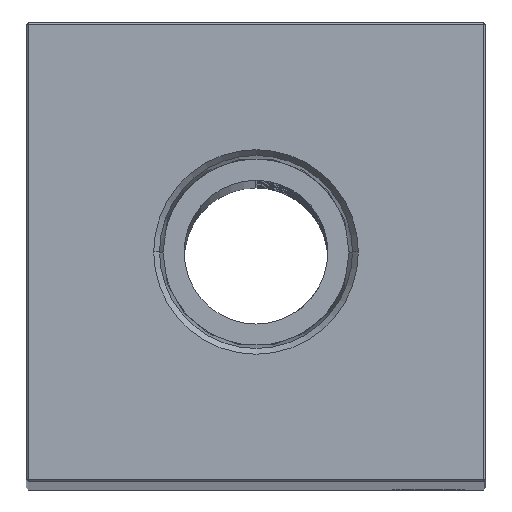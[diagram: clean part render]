
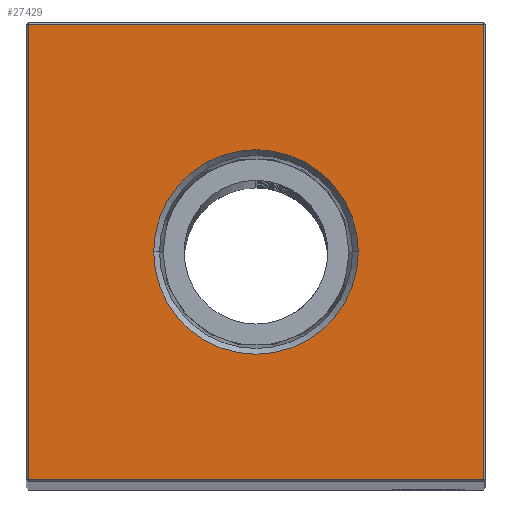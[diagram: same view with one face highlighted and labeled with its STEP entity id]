
A CAD part, top view. The second image highlights one B-rep face of the part: STEP entity #27429.
In plain terms, the highlighted planar face has unit normal (0, 0, 1).
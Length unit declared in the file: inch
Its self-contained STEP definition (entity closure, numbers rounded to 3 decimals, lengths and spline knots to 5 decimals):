
#1430 = VECTOR ( 'NONE', #22382, 39.37008 ) ;
#1682 = VERTEX_POINT ( 'NONE', #9485 ) ;
#3993 = CARTESIAN_POINT ( 'NONE',  ( 0., 0., 20.25 ) ) ;
#5045 = DIRECTION ( 'NONE',  ( 0., 0., 1. ) ) ;
#6122 = PLANE ( 'NONE',  #12112 ) ;
#6258 = EDGE_CURVE ( 'NONE', #33953, #23579, #33372, .T. ) ;
#7877 = CARTESIAN_POINT ( 'NONE',  ( 0., -0.99, 20.25 ) ) ;
#8934 = CARTESIAN_POINT ( 'NONE',  ( -0.99, -0.99, 20.25 ) ) ;
#9008 = EDGE_CURVE ( 'NONE', #16944, #1682, #9204, .T. ) ;
#9204 = CIRCLE ( 'NONE', #30021, 0.44487 ) ;
#9326 = CARTESIAN_POINT ( 'NONE',  ( 0., 0., 20.25 ) ) ;
#9485 = CARTESIAN_POINT ( 'NONE',  ( -0.44487, 0., 20.25 ) ) ;
#9972 = AXIS2_PLACEMENT_3D ( 'NONE', #30595, #5045, #16498 ) ;
#10217 = CARTESIAN_POINT ( 'NONE',  ( 0., 0.99, 20.25 ) ) ;
#10684 = DIRECTION ( 'NONE',  ( 0., 1., 0. ) ) ;
#10981 = CARTESIAN_POINT ( 'NONE',  ( -0.99, 0., 20.25 ) ) ;
#11450 = CARTESIAN_POINT ( 'NONE',  ( 0.99, 0.99, 20.25 ) ) ;
#12010 = CARTESIAN_POINT ( 'NONE',  ( 0.99, -0.99, 20.25 ) ) ;
#12112 = AXIS2_PLACEMENT_3D ( 'NONE', #9326, #20700, #32011 ) ;
#13116 = ORIENTED_EDGE ( 'NONE', *, *, #25144, .T. ) ;
#13588 = ORIENTED_EDGE ( 'NONE', *, *, #6258, .T. ) ;
#15458 = DIRECTION ( 'NONE',  ( 0., 0., 1. ) ) ;
#16498 = DIRECTION ( 'NONE',  ( 1., 0., 0. ) ) ;
#16944 = VERTEX_POINT ( 'NONE', #28673 ) ;
#19271 = DIRECTION ( 'NONE',  ( 1., 0., 0. ) ) ;
#19554 = ORIENTED_EDGE ( 'NONE', *, *, #9008, .F. ) ;
#20074 = ORIENTED_EDGE ( 'NONE', *, *, #22784, .F. ) ;
#20215 = VERTEX_POINT ( 'NONE', #11450 ) ;
#20304 = FACE_OUTER_BOUND ( 'NONE', #36538, .T. ) ;
#20700 = DIRECTION ( 'NONE',  ( 0., 0., -1. ) ) ;
#21590 = DIRECTION ( 'NONE',  ( -1., 0., 0. ) ) ;
#22382 = DIRECTION ( 'NONE',  ( 0., -1., 0. ) ) ;
#22662 = CARTESIAN_POINT ( 'NONE',  ( -0.99, 0.99, 20.25 ) ) ;
#22784 = EDGE_CURVE ( 'NONE', #1682, #16944, #26033, .T. ) ;
#22942 = VECTOR ( 'NONE', #10684, 39.37008 ) ;
#22993 = EDGE_LOOP ( 'NONE', ( #19554, #20074 ) ) ;
#23273 = ORIENTED_EDGE ( 'NONE', *, *, #36706, .T. ) ;
#23579 = VERTEX_POINT ( 'NONE', #12010 ) ;
#24858 = LINE ( 'NONE', #36156, #22942 ) ;
#25144 = EDGE_CURVE ( 'NONE', #23579, #20215, #24858, .T. ) ;
#25617 = VERTEX_POINT ( 'NONE', #22662 ) ;
#26033 = CIRCLE ( 'NONE', #9972, 0.44487 ) ;
#26038 = VECTOR ( 'NONE', #19271, 39.37008 ) ;
#26777 = DIRECTION ( 'NONE',  ( 1., 0., 0. ) ) ;
#27011 = VECTOR ( 'NONE', #21590, 39.37008 ) ;
#27429 = ADVANCED_FACE ( 'NONE', ( #20304, #31626 ), #6122, .F. ) ;
#28673 = CARTESIAN_POINT ( 'NONE',  ( 0.44487, 0., 20.25 ) ) ;
#30021 = AXIS2_PLACEMENT_3D ( 'NONE', #3993, #15458, #26777 ) ;
#30595 = CARTESIAN_POINT ( 'NONE',  ( 0., 0., 20.25 ) ) ;
#31071 = EDGE_CURVE ( 'NONE', #20215, #25617, #35682, .T. ) ;
#31626 = FACE_BOUND ( 'NONE', #22993, .T. ) ;
#32011 = DIRECTION ( 'NONE',  ( -1., 0., 0. ) ) ;
#33372 = LINE ( 'NONE', #7877, #26038 ) ;
#33953 = VERTEX_POINT ( 'NONE', #8934 ) ;
#35206 = ORIENTED_EDGE ( 'NONE', *, *, #31071, .T. ) ;
#35682 = LINE ( 'NONE', #10217, #27011 ) ;
#36156 = CARTESIAN_POINT ( 'NONE',  ( 0.99, 0., 20.25 ) ) ;
#36469 = LINE ( 'NONE', #10981, #1430 ) ;
#36538 = EDGE_LOOP ( 'NONE', ( #23273, #13588, #13116, #35206 ) ) ;
#36706 = EDGE_CURVE ( 'NONE', #25617, #33953, #36469, .T. ) ;
